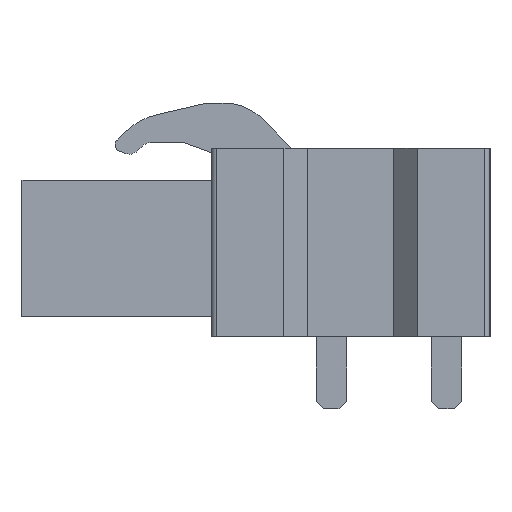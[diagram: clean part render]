
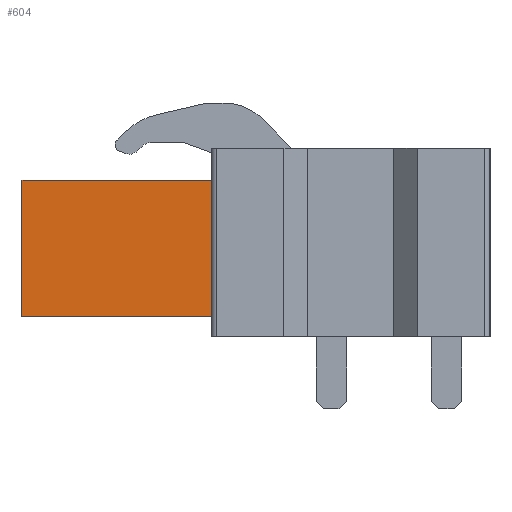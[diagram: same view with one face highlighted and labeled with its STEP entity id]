
A CAD part, left-side view. The second image highlights one B-rep face of the part: STEP entity #604.
In plain terms, the highlighted planar face has unit normal (-1, 0, 0).
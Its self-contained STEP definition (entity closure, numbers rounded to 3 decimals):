
#510=AXIS2_PLACEMENT_3D('Plane Axis2P3D',#507,#508,#509) ;
#89=CARTESIAN_POINT('Vertex',(5.08,20.65,4.075)) ;
#92=CARTESIAN_POINT('Line Origine',(5.08,20.65,7.075)) ;
#96=CARTESIAN_POINT('Vertex',(5.08,20.65,10.075)) ;
#507=CARTESIAN_POINT('Axis2P3D Location',(5.08,0.4,3.2)) ;
#547=CARTESIAN_POINT('Line Origine',(5.08,12.175,10.95)) ;
#551=CARTESIAN_POINT('Vertex',(5.08,12.05,10.95)) ;
#553=CARTESIAN_POINT('Vertex',(5.08,12.3,10.95)) ;
#556=CARTESIAN_POINT('Line Origine',(5.08,12.3,10.513)) ;
#560=CARTESIAN_POINT('Vertex',(5.08,12.3,10.075)) ;
#563=CARTESIAN_POINT('Line Origine',(5.08,16.475,10.075)) ;
#568=CARTESIAN_POINT('Line Origine',(5.08,16.475,4.075)) ;
#572=CARTESIAN_POINT('Vertex',(5.08,12.3,4.075)) ;
#575=CARTESIAN_POINT('Line Origine',(5.08,12.3,3.638)) ;
#579=CARTESIAN_POINT('Vertex',(5.08,12.3,3.2)) ;
#582=CARTESIAN_POINT('Line Origine',(5.08,12.175,3.2)) ;
#586=CARTESIAN_POINT('Vertex',(5.08,12.05,3.2)) ;
#589=CARTESIAN_POINT('Line Origine',(5.08,12.05,7.075)) ;
#93=DIRECTION('Vector Direction',(0.,0.,1.)) ;
#508=DIRECTION('Axis2P3D Direction',(-1.,0.,0.)) ;
#509=DIRECTION('Axis2P3D XDirection',(0.,0.,1.)) ;
#548=DIRECTION('Vector Direction',(0.,1.,0.)) ;
#557=DIRECTION('Vector Direction',(0.,0.,-1.)) ;
#564=DIRECTION('Vector Direction',(0.,1.,0.)) ;
#569=DIRECTION('Vector Direction',(0.,1.,0.)) ;
#576=DIRECTION('Vector Direction',(0.,0.,1.)) ;
#583=DIRECTION('Vector Direction',(0.,1.,0.)) ;
#590=DIRECTION('Vector Direction',(0.,0.,-1.)) ;
#94=VECTOR('Line Direction',#93,1.) ;
#549=VECTOR('Line Direction',#548,1.) ;
#558=VECTOR('Line Direction',#557,1.) ;
#565=VECTOR('Line Direction',#564,1.) ;
#570=VECTOR('Line Direction',#569,1.) ;
#577=VECTOR('Line Direction',#576,1.) ;
#584=VECTOR('Line Direction',#583,1.) ;
#591=VECTOR('Line Direction',#590,1.) ;
#595=ORIENTED_EDGE('',*,*,#555,.T.) ;
#596=ORIENTED_EDGE('',*,*,#562,.F.) ;
#597=ORIENTED_EDGE('',*,*,#567,.F.) ;
#598=ORIENTED_EDGE('',*,*,#98,.T.) ;
#599=ORIENTED_EDGE('',*,*,#574,.F.) ;
#600=ORIENTED_EDGE('',*,*,#581,.F.) ;
#601=ORIENTED_EDGE('',*,*,#588,.F.) ;
#602=ORIENTED_EDGE('',*,*,#593,.F.) ;
#604=ADVANCED_FACE('BLL5.08/22/90FI 3.2SN OR 1843950000',(#603),#511,.T.) ;
#98=EDGE_CURVE('',#97,#90,#95,.F.) ;
#555=EDGE_CURVE('',#552,#554,#550,.T.) ;
#562=EDGE_CURVE('',#561,#554,#559,.F.) ;
#567=EDGE_CURVE('',#97,#561,#566,.F.) ;
#574=EDGE_CURVE('',#573,#90,#571,.T.) ;
#581=EDGE_CURVE('',#580,#573,#578,.T.) ;
#588=EDGE_CURVE('',#587,#580,#585,.T.) ;
#593=EDGE_CURVE('',#552,#587,#592,.T.) ;
#594=EDGE_LOOP('',(#595,#596,#597,#598,#599,#600,#601,#602)) ;
#603=FACE_OUTER_BOUND('',#594,.T.) ;
#95=LINE('Line',#92,#94) ;
#550=LINE('Line',#547,#549) ;
#559=LINE('Line',#556,#558) ;
#566=LINE('Line',#563,#565) ;
#571=LINE('Line',#568,#570) ;
#578=LINE('Line',#575,#577) ;
#585=LINE('Line',#582,#584) ;
#592=LINE('Line',#589,#591) ;
#511=PLANE('',#510) ;
#90=VERTEX_POINT('',#89) ;
#97=VERTEX_POINT('',#96) ;
#552=VERTEX_POINT('',#551) ;
#554=VERTEX_POINT('',#553) ;
#561=VERTEX_POINT('',#560) ;
#573=VERTEX_POINT('',#572) ;
#580=VERTEX_POINT('',#579) ;
#587=VERTEX_POINT('',#586) ;
